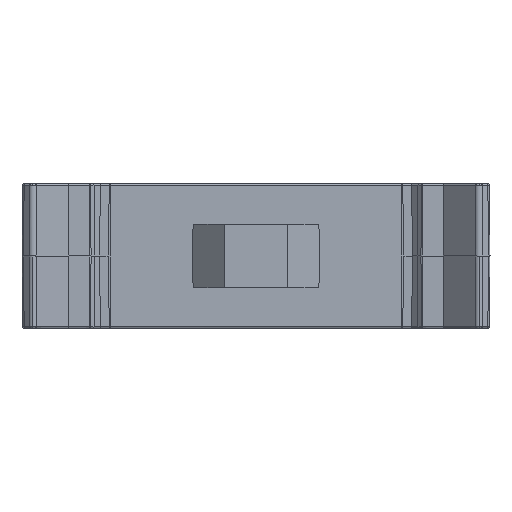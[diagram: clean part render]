
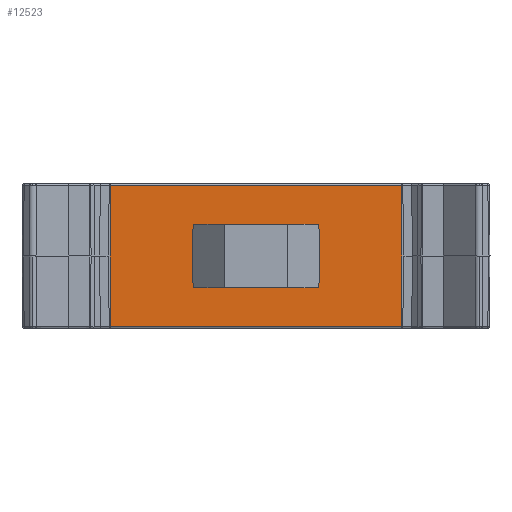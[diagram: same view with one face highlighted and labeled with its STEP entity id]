
A CAD part, front view. The second image highlights one B-rep face of the part: STEP entity #12523.
In plain terms, the highlighted planar face has unit normal (0, -1, 0).
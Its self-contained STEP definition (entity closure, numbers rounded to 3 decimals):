
#6 = CARTESIAN_POINT ( 'NONE',  ( 16.1, 0., 8. ) ) ;
#52 = PLANE ( 'NONE',  #10428 ) ;
#56 = DIRECTION ( 'NONE',  ( 1., 0., 0. ) ) ;
#106 = CARTESIAN_POINT ( 'NONE',  ( 16.1, 0., 7.8 ) ) ;
#146 = EDGE_CURVE ( 'NONE', #1756, #10508, #13251, .T. ) ;
#163 = CARTESIAN_POINT ( 'NONE',  ( 16.1, 0., 0. ) ) ;
#273 = EDGE_CURVE ( 'NONE', #8595, #5656, #11542, .T. ) ;
#392 = EDGE_CURVE ( 'NONE', #3434, #7611, #12317, .T. ) ;
#406 = DIRECTION ( 'NONE',  ( 0., 0., 1. ) ) ;
#424 = VERTEX_POINT ( 'NONE', #6680 ) ;
#493 = CARTESIAN_POINT ( 'NONE',  ( -16.1, 0., 8. ) ) ;
#549 = CARTESIAN_POINT ( 'NONE',  ( 16.1, 0., -7.8 ) ) ;
#754 = VECTOR ( 'NONE', #7554, 1000. ) ;
#785 = DIRECTION ( 'NONE',  ( -1., 0., 0. ) ) ;
#790 = CARTESIAN_POINT ( 'NONE',  ( -16.1, 0., 0. ) ) ;
#792 = EDGE_CURVE ( 'NONE', #3463, #7542, #6152, .T. ) ;
#941 = CARTESIAN_POINT ( 'NONE',  ( -4., 0., 0. ) ) ;
#1030 = EDGE_CURVE ( 'NONE', #7542, #424, #6084, .T. ) ;
#1065 = EDGE_CURVE ( 'NONE', #4668, #8595, #9460, .T. ) ;
#1098 = ORIENTED_EDGE ( 'NONE', *, *, #273, .F. ) ;
#1756 = VERTEX_POINT ( 'NONE', #3792 ) ;
#1769 = VECTOR ( 'NONE', #11674, 1000. ) ;
#2298 = LINE ( 'NONE', #106, #8929 ) ;
#2530 = LINE ( 'NONE', #493, #10961 ) ;
#2606 = FACE_OUTER_BOUND ( 'NONE', #5097, .T. ) ;
#2761 = CARTESIAN_POINT ( 'NONE',  ( -4., 0., 3.5 ) ) ;
#2775 = CARTESIAN_POINT ( 'NONE',  ( -16.1, 0., 7.8 ) ) ;
#3434 = VERTEX_POINT ( 'NONE', #941 ) ;
#3463 = VERTEX_POINT ( 'NONE', #13813 ) ;
#3792 = CARTESIAN_POINT ( 'NONE',  ( -16.1, 0., -7.8 ) ) ;
#4097 = CARTESIAN_POINT ( 'NONE',  ( 0.5, 0., 3.5 ) ) ;
#4472 = VERTEX_POINT ( 'NONE', #9434 ) ;
#4668 = VERTEX_POINT ( 'NONE', #5732 ) ;
#4708 = DIRECTION ( 'NONE',  ( 0., 0., -1. ) ) ;
#5085 = DIRECTION ( 'NONE',  ( 0., 0., 1. ) ) ;
#5097 = EDGE_LOOP ( 'NONE', ( #9885, #8996, #8139, #12887, #8986, #9105 ) ) ;
#5203 = VERTEX_POINT ( 'NONE', #2775 ) ;
#5235 = CARTESIAN_POINT ( 'NONE',  ( 4., 0., 8. ) ) ;
#5437 = CARTESIAN_POINT ( 'NONE',  ( 16.1, 0., 8. ) ) ;
#5656 = VERTEX_POINT ( 'NONE', #2761 ) ;
#5720 = CARTESIAN_POINT ( 'NONE',  ( 16.1, 0., -3.5 ) ) ;
#5732 = CARTESIAN_POINT ( 'NONE',  ( 4., 0., 0. ) ) ;
#5748 = ORIENTED_EDGE ( 'NONE', *, *, #392, .F. ) ;
#5767 = DIRECTION ( 'NONE',  ( 1., 0., 0. ) ) ;
#5864 = AXIS2_PLACEMENT_3D ( 'NONE', #7549, #7537, #7519 ) ;
#5974 = ORIENTED_EDGE ( 'NONE', *, *, #1065, .F. ) ;
#6057 = VECTOR ( 'NONE', #4708, 1000. ) ;
#6084 = LINE ( 'NONE', #11687, #1769 ) ;
#6152 = LINE ( 'NONE', #5437, #6057 ) ;
#6512 = LINE ( 'NONE', #549, #9052 ) ;
#6514 = CARTESIAN_POINT ( 'NONE',  ( -0.5, 0., -3.5 ) ) ;
#6583 = ORIENTED_EDGE ( 'NONE', *, *, #12767, .F. ) ;
#6680 = CARTESIAN_POINT ( 'NONE',  ( 16.1, 0., -7.8 ) ) ;
#7519 = DIRECTION ( 'NONE',  ( 0., 0., 1. ) ) ;
#7537 = DIRECTION ( 'NONE',  ( 0., -1., 0. ) ) ;
#7542 = VERTEX_POINT ( 'NONE', #163 ) ;
#7549 = CARTESIAN_POINT ( 'NONE',  ( -0.5, 0., 0. ) ) ;
#7554 = DIRECTION ( 'NONE',  ( 0., 0., -1. ) ) ;
#7584 = CARTESIAN_POINT ( 'NONE',  ( -4., 0., 8. ) ) ;
#7611 = VERTEX_POINT ( 'NONE', #6514 ) ;
#8139 = ORIENTED_EDGE ( 'NONE', *, *, #146, .F. ) ;
#8288 = LINE ( 'NONE', #7584, #754 ) ;
#8403 = ORIENTED_EDGE ( 'NONE', *, *, #12833, .F. ) ;
#8595 = VERTEX_POINT ( 'NONE', #4097 ) ;
#8929 = VECTOR ( 'NONE', #56, 1000. ) ;
#8986 = ORIENTED_EDGE ( 'NONE', *, *, #1030, .F. ) ;
#8996 = ORIENTED_EDGE ( 'NONE', *, *, #12411, .F. ) ;
#9052 = VECTOR ( 'NONE', #785, 1000. ) ;
#9105 = ORIENTED_EDGE ( 'NONE', *, *, #792, .F. ) ;
#9278 = AXIS2_PLACEMENT_3D ( 'NONE', #10851, #10844, #10825 ) ;
#9434 = CARTESIAN_POINT ( 'NONE',  ( 4., 0., -3.5 ) ) ;
#9460 = CIRCLE ( 'NONE', #9278, 3.5 ) ;
#9765 = EDGE_LOOP ( 'NONE', ( #8403, #5748, #6583, #1098, #5974, #9874 ) ) ;
#9847 = VECTOR ( 'NONE', #9940, 1000. ) ;
#9874 = ORIENTED_EDGE ( 'NONE', *, *, #12891, .F. ) ;
#9885 = ORIENTED_EDGE ( 'NONE', *, *, #12495, .F. ) ;
#9940 = DIRECTION ( 'NONE',  ( -1., 0., 0. ) ) ;
#10130 = CARTESIAN_POINT ( 'NONE',  ( 16.1, 0., 3.5 ) ) ;
#10428 = AXIS2_PLACEMENT_3D ( 'NONE', #6, #13855, #13753 ) ;
#10508 = VERTEX_POINT ( 'NONE', #790 ) ;
#10825 = DIRECTION ( 'NONE',  ( 0., 0., 1. ) ) ;
#10844 = DIRECTION ( 'NONE',  ( 0., -1., 0. ) ) ;
#10851 = CARTESIAN_POINT ( 'NONE',  ( 0.5, 0., 0. ) ) ;
#10961 = VECTOR ( 'NONE', #406, 1000. ) ;
#11254 = DIRECTION ( 'NONE',  ( 0., 0., 1. ) ) ;
#11522 = CARTESIAN_POINT ( 'NONE',  ( -16.1, 0., 8. ) ) ;
#11542 = LINE ( 'NONE', #10130, #9847 ) ;
#11674 = DIRECTION ( 'NONE',  ( 0., 0., -1. ) ) ;
#11687 = CARTESIAN_POINT ( 'NONE',  ( 16.1, 0., 8. ) ) ;
#11866 = LINE ( 'NONE', #5235, #13202 ) ;
#11935 = FACE_BOUND ( 'NONE', #9765, .T. ) ;
#12317 = CIRCLE ( 'NONE', #5864, 3.5 ) ;
#12330 = EDGE_CURVE ( 'NONE', #424, #1756, #6512, .T. ) ;
#12411 = EDGE_CURVE ( 'NONE', #10508, #5203, #2530, .T. ) ;
#12495 = EDGE_CURVE ( 'NONE', #5203, #3463, #2298, .T. ) ;
#12523 = ADVANCED_FACE ( 'NONE', ( #11935, #2606 ), #52, .F. ) ;
#12767 = EDGE_CURVE ( 'NONE', #5656, #3434, #8288, .T. ) ;
#12833 = EDGE_CURVE ( 'NONE', #7611, #4472, #13136, .T. ) ;
#12887 = ORIENTED_EDGE ( 'NONE', *, *, #12330, .F. ) ;
#12891 = EDGE_CURVE ( 'NONE', #4472, #4668, #11866, .T. ) ;
#13000 = VECTOR ( 'NONE', #5767, 1000. ) ;
#13136 = LINE ( 'NONE', #5720, #13000 ) ;
#13202 = VECTOR ( 'NONE', #5085, 1000. ) ;
#13251 = LINE ( 'NONE', #11522, #13331 ) ;
#13331 = VECTOR ( 'NONE', #11254, 1000. ) ;
#13753 = DIRECTION ( 'NONE',  ( 0., 0., 1. ) ) ;
#13813 = CARTESIAN_POINT ( 'NONE',  ( 16.1, 0., 7.8 ) ) ;
#13855 = DIRECTION ( 'NONE',  ( 0., 1., 0. ) ) ;
